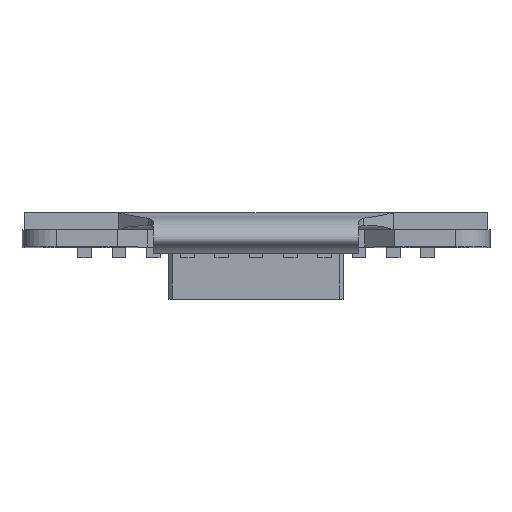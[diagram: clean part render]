
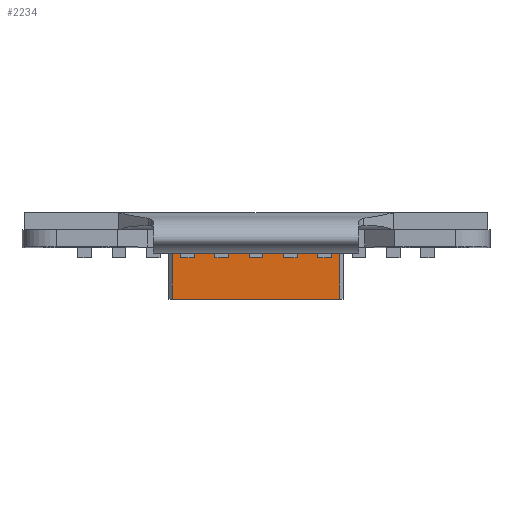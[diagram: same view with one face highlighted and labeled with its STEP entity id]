
A CAD part, top view. The second image highlights one B-rep face of the part: STEP entity #2234.
In plain terms, the highlighted planar face has unit normal (0, 0, 1).
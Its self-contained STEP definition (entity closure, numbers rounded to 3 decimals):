
#39 = CARTESIAN_POINT ( 'NONE',  ( 4.88, -3., -10.68 ) ) ;
#182 = DIRECTION ( 'NONE',  ( 0., -1., 0. ) ) ;
#227 = ORIENTED_EDGE ( 'NONE', *, *, #4413, .T. ) ;
#283 = ORIENTED_EDGE ( 'NONE', *, *, #1432, .T. ) ;
#357 = EDGE_CURVE ( 'NONE', #3566, #3966, #2533, .T. ) ;
#524 = CARTESIAN_POINT ( 'NONE',  ( -5.08, -9., -10.68 ) ) ;
#584 = AXIS2_PLACEMENT_3D ( 'NONE', #524, #4259, #182 ) ;
#736 = VECTOR ( 'NONE', #4771, 1000. ) ;
#1093 = CARTESIAN_POINT ( 'NONE',  ( -5.08, 0., -10.68 ) ) ;
#1251 = ORIENTED_EDGE ( 'NONE', *, *, #3135, .T. ) ;
#1321 = VECTOR ( 'NONE', #4094, 1000. ) ;
#1432 = EDGE_CURVE ( 'NONE', #4337, #4172, #4457, .T. ) ;
#1563 = CARTESIAN_POINT ( 'NONE',  ( 4.88, 0., -10.68 ) ) ;
#1685 = FACE_OUTER_BOUND ( 'NONE', #4501, .T. ) ;
#1786 = ORIENTED_EDGE ( 'NONE', *, *, #357, .F. ) ;
#2060 = VECTOR ( 'NONE', #3627, 1000. ) ;
#2234 = ADVANCED_FACE ( 'NONE', ( #1685 ), #4689, .F. ) ;
#2453 = CARTESIAN_POINT ( 'NONE',  ( -4.88, -9., -10.68 ) ) ;
#2494 = CARTESIAN_POINT ( 'NONE',  ( 4.88, -9., -10.68 ) ) ;
#2533 = LINE ( 'NONE', #4453, #736 ) ;
#2549 = CARTESIAN_POINT ( 'NONE',  ( -4.88, 0., -10.68 ) ) ;
#3135 = EDGE_CURVE ( 'NONE', #3566, #4337, #4775, .T. ) ;
#3516 = LINE ( 'NONE', #2453, #4474 ) ;
#3566 = VERTEX_POINT ( 'NONE', #39 ) ;
#3627 = DIRECTION ( 'NONE',  ( 0., 1., 0. ) ) ;
#3785 = CARTESIAN_POINT ( 'NONE',  ( -4.88, -3., -10.68 ) ) ;
#3966 = VERTEX_POINT ( 'NONE', #3785 ) ;
#4094 = DIRECTION ( 'NONE',  ( -1., 0., 0. ) ) ;
#4172 = VERTEX_POINT ( 'NONE', #2549 ) ;
#4259 = DIRECTION ( 'NONE',  ( 0., 0., -1. ) ) ;
#4337 = VERTEX_POINT ( 'NONE', #1563 ) ;
#4413 = EDGE_CURVE ( 'NONE', #4172, #3966, #3516, .T. ) ;
#4453 = CARTESIAN_POINT ( 'NONE',  ( -5.08, -3., -10.68 ) ) ;
#4457 = LINE ( 'NONE', #1093, #1321 ) ;
#4474 = VECTOR ( 'NONE', #4666, 1000. ) ;
#4501 = EDGE_LOOP ( 'NONE', ( #1786, #1251, #283, #227 ) ) ;
#4666 = DIRECTION ( 'NONE',  ( 0., -1., 0. ) ) ;
#4689 = PLANE ( 'NONE',  #584 ) ;
#4771 = DIRECTION ( 'NONE',  ( -1., 0., 0. ) ) ;
#4775 = LINE ( 'NONE', #2494, #2060 ) ;
